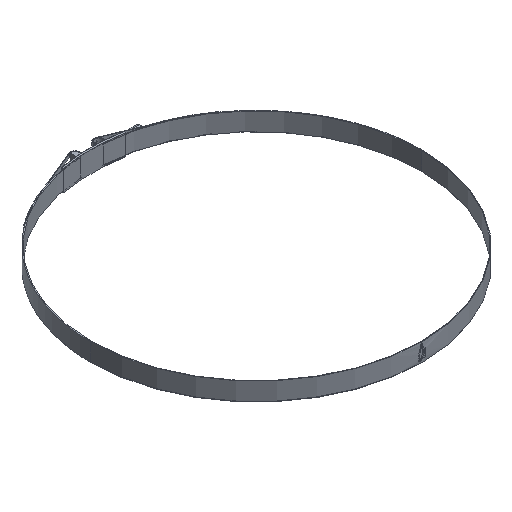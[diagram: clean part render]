
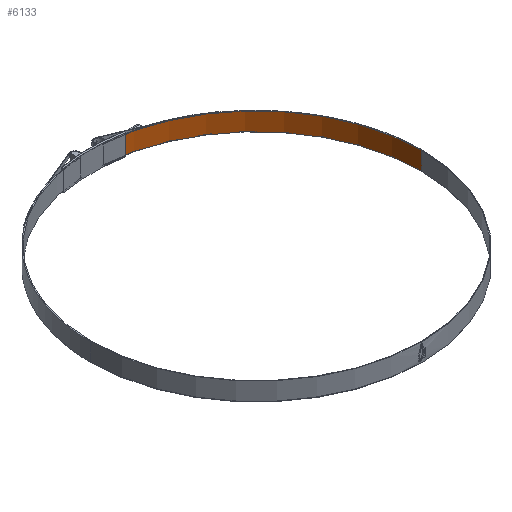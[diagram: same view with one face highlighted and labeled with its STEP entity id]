
A CAD part, isometric view. The second image highlights one B-rep face of the part: STEP entity #6133.
In plain terms, the highlighted cylindrical face has radius 174 mm (diameter 348 mm), a partial arc.
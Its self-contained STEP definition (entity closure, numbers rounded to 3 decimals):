
#389 = EDGE_CURVE ( 'NONE', #6671, #11840, #8836, .T. ) ;
#433 = CARTESIAN_POINT ( 'NONE',  ( 12.151, 173.575, -9.525 ) ) ;
#858 = DIRECTION ( 'NONE',  ( -1., 0., 0. ) ) ;
#1339 = CYLINDRICAL_SURFACE ( 'NONE', #8422, 174. ) ;
#2346 = DIRECTION ( 'NONE',  ( -1., 0., 0. ) ) ;
#3340 = AXIS2_PLACEMENT_3D ( 'NONE', #13097, #6358, #7510 ) ;
#3443 = CARTESIAN_POINT ( 'NONE',  ( 174., 0., 9.525 ) ) ;
#4145 = ORIENTED_EDGE ( 'NONE', *, *, #389, .T. ) ;
#4324 = DIRECTION ( 'NONE',  ( 0., 0., -1. ) ) ;
#4339 = EDGE_CURVE ( 'NONE', #12975, #11840, #12346, .T. ) ;
#5611 = VERTEX_POINT ( 'NONE', #7887 ) ;
#6133 = ADVANCED_FACE ( 'NONE', ( #7899 ), #1339, .F. ) ;
#6226 = ORIENTED_EDGE ( 'NONE', *, *, #6701, .T. ) ;
#6358 = DIRECTION ( 'NONE',  ( 0., 0., -1. ) ) ;
#6671 = VERTEX_POINT ( 'NONE', #433 ) ;
#6701 = EDGE_CURVE ( 'NONE', #5611, #6671, #13627, .T. ) ;
#7060 = EDGE_LOOP ( 'NONE', ( #12849, #8855, #6226, #4145 ) ) ;
#7091 = DIRECTION ( 'NONE',  ( 0., 0., -1. ) ) ;
#7510 = DIRECTION ( 'NONE',  ( -1., 0., 0. ) ) ;
#7696 = AXIS2_PLACEMENT_3D ( 'NONE', #11996, #4324, #858 ) ;
#7887 = CARTESIAN_POINT ( 'NONE',  ( 12.151, 173.575, 9.525 ) ) ;
#7899 = FACE_OUTER_BOUND ( 'NONE', #7060, .T. ) ;
#8053 = DIRECTION ( 'NONE',  ( 0., 0., -1. ) ) ;
#8422 = AXIS2_PLACEMENT_3D ( 'NONE', #12340, #10013, #2346 ) ;
#8836 = CIRCLE ( 'NONE', #7696, 174. ) ;
#8855 = ORIENTED_EDGE ( 'NONE', *, *, #12237, .F. ) ;
#10013 = DIRECTION ( 'NONE',  ( 0., 0., -1. ) ) ;
#10737 = VECTOR ( 'NONE', #7091, 1000. ) ;
#10934 = CARTESIAN_POINT ( 'NONE',  ( 174., 0., -9.525 ) ) ;
#10962 = CIRCLE ( 'NONE', #3340, 174. ) ;
#11840 = VERTEX_POINT ( 'NONE', #10934 ) ;
#11996 = CARTESIAN_POINT ( 'NONE',  ( 0., 0., -9.525 ) ) ;
#12237 = EDGE_CURVE ( 'NONE', #5611, #12975, #10962, .T. ) ;
#12340 = CARTESIAN_POINT ( 'NONE',  ( 0., 0., 9.525 ) ) ;
#12346 = LINE ( 'NONE', #3443, #12793 ) ;
#12569 = CARTESIAN_POINT ( 'NONE',  ( 174., 0., 9.525 ) ) ;
#12793 = VECTOR ( 'NONE', #8053, 1000. ) ;
#12849 = ORIENTED_EDGE ( 'NONE', *, *, #4339, .F. ) ;
#12975 = VERTEX_POINT ( 'NONE', #12569 ) ;
#13097 = CARTESIAN_POINT ( 'NONE',  ( 0., 0., 9.525 ) ) ;
#13627 = LINE ( 'NONE', #13843, #10737 ) ;
#13843 = CARTESIAN_POINT ( 'NONE',  ( 12.151, 173.575, 9.525 ) ) ;
